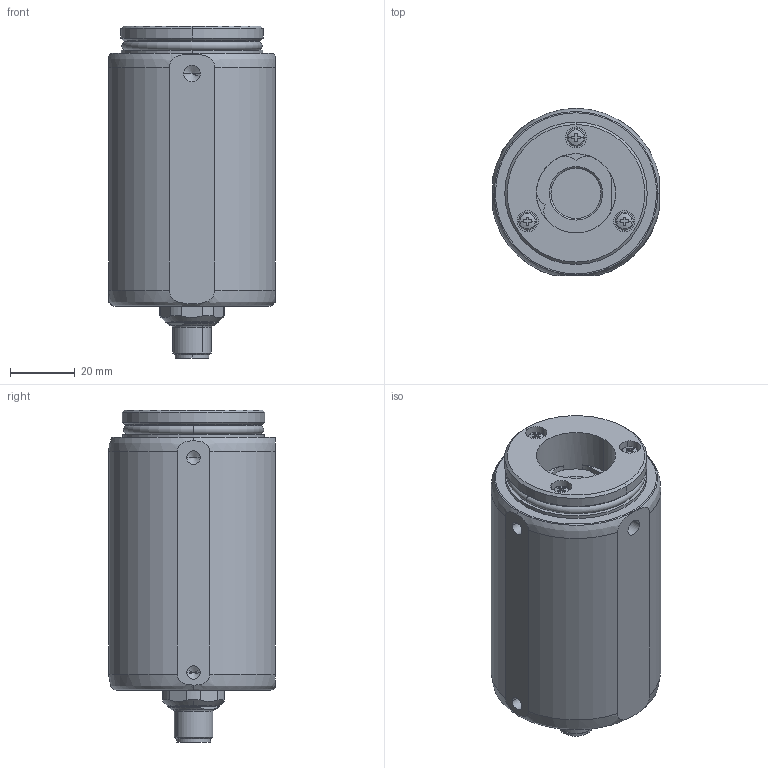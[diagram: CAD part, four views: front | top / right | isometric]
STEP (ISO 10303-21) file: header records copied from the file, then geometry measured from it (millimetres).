
FILE_DESCRIPTION((''),'2;1');
FILE_NAME('146776_SM01_ASM','2025-07-25T13:11:04',('banengservice'),('BANNER ENGINEERING'),'CREO PARAMETRIC BY PTC INC, 2022414','CREO PARAMETRIC BY PTC INC, 2022414','');
FILE_SCHEMA(('CONFIG_CONTROL_DESIGN'));
Length unit declared in the file: millimetre
Products named in the file (2): 146776_EP01; 146776_SM01_ASM
Assembly tree (1 placements, depth 2):
  146776_SM01_ASM
    146776_EP01
Bounding box: 51.54 x 51.55 x 102.57 mm (x, y, z)
Volume: 174549.7 mm3; surface area: 21808 mm2
Topology: 1 solids, 1 shells, 253 faces, 603 edges, 375 vertices
Faces by surface type: cylinder 90, plane 86, cone 52, torus 13, bspline 6, sphere 6
Entity records: 8221 total; most frequent: CARTESIAN_POINT 2160, DIRECTION 1370, ORIENTED_EDGE 1186, EDGE_CURVE 593, AXIS2_PLACEMENT_3D 561, VERTEX_POINT 375, CIRCLE 311, EDGE_LOOP 286
